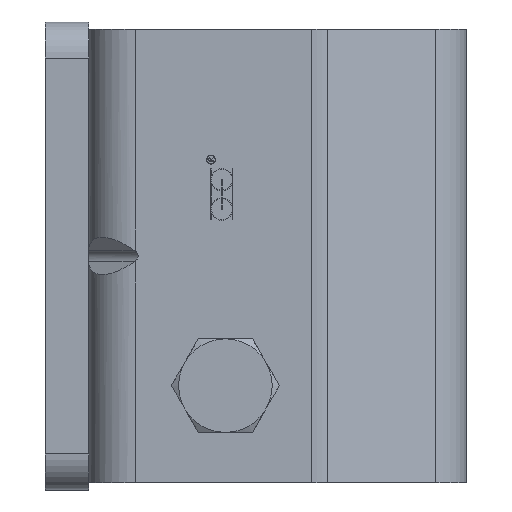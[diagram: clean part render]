
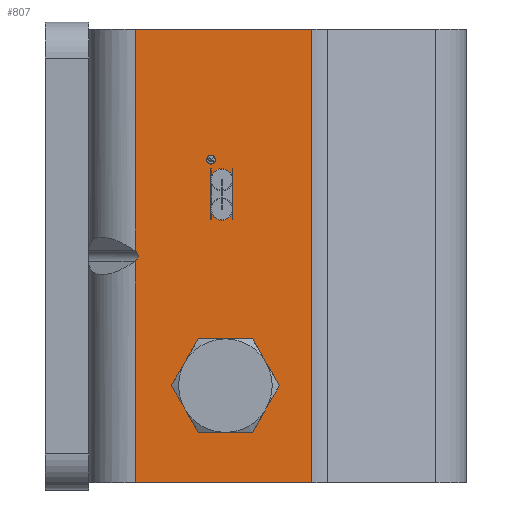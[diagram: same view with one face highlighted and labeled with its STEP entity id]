
A CAD part, left-side view. The second image highlights one B-rep face of the part: STEP entity #807.
In plain terms, the highlighted planar face has unit normal (-1, 0, 0).
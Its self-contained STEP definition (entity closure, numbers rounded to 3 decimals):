
#553=CARTESIAN_POINT('',(-29.,46.,-0.682));
#554=VERTEX_POINT('',#553);
#562=CARTESIAN_POINT('',(-29.0,46.,0.682));
#563=VERTEX_POINT('',#562);
#564=CARTESIAN_POINT('',(-29.,47.034,0.));
#565=DIRECTION('',(-1.0,0.0,0.0));
#566=DIRECTION('',(0.0,-1.0,0.0));
#567=AXIS2_PLACEMENT_3D('',#564,#565,#566);
#568=ELLIPSE('',#567,1.414,1.0);
#569=EDGE_CURVE('',#563,#554,#568,.F.);
#639=CARTESIAN_POINT('',(-29.,20.383,0.0));
#640=DIRECTION('',(-1.0,0.0,0.0));
#641=DIRECTION('',(0.0,0.0,1.0));
#642=AXIS2_PLACEMENT_3D('',#639,#640,#641);
#643=PLANE('',#642);
#644=CARTESIAN_POINT('',(-29.,46.,31.5));
#645=VERTEX_POINT('',#644);
#646=CARTESIAN_POINT('',(-29.,46.,0.682));
#647=DIRECTION('',(0.0,0.0,1.0));
#648=VECTOR('',#647,30.818);
#649=LINE('',#646,#648);
#650=EDGE_CURVE('',#563,#645,#649,.T.);
#651=ORIENTED_EDGE('',*,*,#650,.F.);
#652=ORIENTED_EDGE('',*,*,#569,.T.);
#653=CARTESIAN_POINT('',(-29.,46.,-31.5));
#654=VERTEX_POINT('',#653);
#655=CARTESIAN_POINT('',(-29.,46.,-0.682));
#656=DIRECTION('',(0.0,0.0,-1.0));
#657=VECTOR('',#656,30.818);
#658=LINE('',#655,#657);
#659=EDGE_CURVE('',#554,#654,#658,.T.);
#660=ORIENTED_EDGE('',*,*,#659,.T.);
#661=CARTESIAN_POINT('',(-29.,21.529,-31.5));
#662=VERTEX_POINT('',#661);
#663=CARTESIAN_POINT('',(-29.,46.,-31.5));
#664=DIRECTION('',(0.0,-1.0,0.0));
#665=VECTOR('',#664,24.471);
#666=LINE('',#663,#665);
#667=EDGE_CURVE('',#654,#662,#666,.T.);
#668=ORIENTED_EDGE('',*,*,#667,.T.);
#669=CARTESIAN_POINT('',(-29.,21.529,31.5));
#670=VERTEX_POINT('',#669);
#671=CARTESIAN_POINT('',(-29.,21.529,31.5));
#672=DIRECTION('',(0.0,0.0,-1.0));
#673=VECTOR('',#672,63.);
#674=LINE('',#671,#673);
#675=EDGE_CURVE('',#670,#662,#674,.T.);
#676=ORIENTED_EDGE('',*,*,#675,.F.);
#677=CARTESIAN_POINT('',(-29.,21.529,31.5));
#678=DIRECTION('',(0.0,1.0,0.0));
#679=VECTOR('',#678,24.471);
#680=LINE('',#677,#679);
#681=EDGE_CURVE('',#670,#645,#680,.T.);
#682=ORIENTED_EDGE('',*,*,#681,.T.);
#683=EDGE_LOOP('',(#651,#652,#660,#668,#676,#682));
#684=FACE_OUTER_BOUND('',#683,.T.);
#685=CARTESIAN_POINT('',(-29.,33.5,-14.677));
#686=VERTEX_POINT('',#685);
#687=CARTESIAN_POINT('',(-29.,33.5,-18.));
#688=DIRECTION('',(1.0,0.0,0.0));
#689=DIRECTION('',(0.0,0.0,-1.0));
#690=AXIS2_PLACEMENT_3D('',#687,#688,#689);
#691=CIRCLE('',#690,3.324);
#692=EDGE_CURVE('',#686,#686,#691,.T.);
#693=ORIENTED_EDGE('',*,*,#692,.T.);
#694=EDGE_LOOP('',(#693));
#695=FACE_BOUND('',#694,.T.);
#696=CARTESIAN_POINT('',(-29.,32.45,5.));
#697=VERTEX_POINT('',#696);
#698=CARTESIAN_POINT('',(-29.,32.549,5.));
#699=VERTEX_POINT('',#698);
#700=CARTESIAN_POINT('',(-29.,32.45,5.));
#701=DIRECTION('',(0.0,1.0,0.0));
#702=VECTOR('',#701,0.099);
#703=LINE('',#700,#702);
#704=EDGE_CURVE('',#697,#699,#703,.T.);
#705=ORIENTED_EDGE('',*,*,#704,.T.);
#706=CARTESIAN_POINT('',(-29.,32.549,5.955));
#707=VERTEX_POINT('',#706);
#708=CARTESIAN_POINT('',(-29.,32.549,5.));
#709=DIRECTION('',(0.0,0.0,1.0));
#710=VECTOR('',#709,0.955);
#711=LINE('',#708,#710);
#712=EDGE_CURVE('',#699,#707,#711,.T.);
#713=ORIENTED_EDGE('',*,*,#712,.T.);
#714=CARTESIAN_POINT('',(-29.,35.45,5.955));
#715=VERTEX_POINT('',#714);
#716=CARTESIAN_POINT('',(-29.,34.,6.5));
#717=DIRECTION('',(1.0,0.0,0.0));
#718=DIRECTION('',(0.0,-0.936,0.352));
#719=AXIS2_PLACEMENT_3D('',#716,#717,#718);
#720=CIRCLE('',#719,1.55);
#721=EDGE_CURVE('',#707,#715,#720,.T.);
#722=ORIENTED_EDGE('',*,*,#721,.T.);
#723=CARTESIAN_POINT('',(-29.,35.45,5.));
#724=VERTEX_POINT('',#723);
#725=CARTESIAN_POINT('',(-29.,35.45,5.955));
#726=DIRECTION('',(0.0,0.0,-1.0));
#727=VECTOR('',#726,0.955);
#728=LINE('',#725,#727);
#729=EDGE_CURVE('',#715,#724,#728,.T.);
#730=ORIENTED_EDGE('',*,*,#729,.T.);
#731=CARTESIAN_POINT('',(-29.,35.549,5.));
#732=VERTEX_POINT('',#731);
#733=CARTESIAN_POINT('',(-29.,35.45,5.));
#734=DIRECTION('',(0.0,1.0,0.0));
#735=VECTOR('',#734,0.099);
#736=LINE('',#733,#735);
#737=EDGE_CURVE('',#724,#732,#736,.T.);
#738=ORIENTED_EDGE('',*,*,#737,.T.);
#739=CARTESIAN_POINT('',(-29.,35.549,12.098));
#740=VERTEX_POINT('',#739);
#741=CARTESIAN_POINT('',(-29.,35.549,5.));
#742=DIRECTION('',(0.0,0.0,1.0));
#743=VECTOR('',#742,7.098);
#744=LINE('',#741,#743);
#745=EDGE_CURVE('',#732,#740,#744,.T.);
#746=ORIENTED_EDGE('',*,*,#745,.T.);
#747=CARTESIAN_POINT('',(-29.,35.45,12.098));
#748=VERTEX_POINT('',#747);
#749=CARTESIAN_POINT('',(-29.,35.549,12.098));
#750=DIRECTION('',(0.0,-1.0,0.0));
#751=VECTOR('',#750,0.099);
#752=LINE('',#749,#751);
#753=EDGE_CURVE('',#740,#748,#752,.T.);
#754=ORIENTED_EDGE('',*,*,#753,.T.);
#755=CARTESIAN_POINT('',(-29.,35.45,11.143));
#756=VERTEX_POINT('',#755);
#757=CARTESIAN_POINT('',(-29.,35.45,12.098));
#758=DIRECTION('',(0.0,0.0,-1.0));
#759=VECTOR('',#758,0.955);
#760=LINE('',#757,#759);
#761=EDGE_CURVE('',#748,#756,#760,.T.);
#762=ORIENTED_EDGE('',*,*,#761,.T.);
#763=CARTESIAN_POINT('',(-29.,32.549,11.143));
#764=VERTEX_POINT('',#763);
#765=CARTESIAN_POINT('',(-29.,34.,10.598));
#766=DIRECTION('',(1.0,0.0,0.0));
#767=DIRECTION('',(0.0,0.936,-0.352));
#768=AXIS2_PLACEMENT_3D('',#765,#766,#767);
#769=CIRCLE('',#768,1.55);
#770=EDGE_CURVE('',#756,#764,#769,.T.);
#771=ORIENTED_EDGE('',*,*,#770,.T.);
#772=CARTESIAN_POINT('',(-29.,32.549,12.098));
#773=VERTEX_POINT('',#772);
#774=CARTESIAN_POINT('',(-29.,32.549,11.143));
#775=DIRECTION('',(0.0,0.0,1.0));
#776=VECTOR('',#775,0.955);
#777=LINE('',#774,#776);
#778=EDGE_CURVE('',#764,#773,#777,.T.);
#779=ORIENTED_EDGE('',*,*,#778,.T.);
#780=CARTESIAN_POINT('',(-29.,32.45,12.098));
#781=VERTEX_POINT('',#780);
#782=CARTESIAN_POINT('',(-29.,32.549,12.098));
#783=DIRECTION('',(0.0,-1.0,0.0));
#784=VECTOR('',#783,0.099);
#785=LINE('',#782,#784);
#786=EDGE_CURVE('',#773,#781,#785,.T.);
#787=ORIENTED_EDGE('',*,*,#786,.T.);
#788=CARTESIAN_POINT('',(-29.,32.45,12.098));
#789=DIRECTION('',(0.0,0.0,-1.0));
#790=VECTOR('',#789,7.098);
#791=LINE('',#788,#790);
#792=EDGE_CURVE('',#781,#697,#791,.T.);
#793=ORIENTED_EDGE('',*,*,#792,.T.);
#794=EDGE_LOOP('',(#705,#713,#722,#730,#738,#746,#754,#762,#771,#779,#787,#793));
#795=FACE_BOUND('',#794,.T.);
#796=CARTESIAN_POINT('',(-29.,35.5,14.013));
#797=VERTEX_POINT('',#796);
#798=CARTESIAN_POINT('',(-29.,35.5,13.388));
#799=DIRECTION('',(1.0,0.0,0.0));
#800=DIRECTION('',(0.0,0.0,-1.0));
#801=AXIS2_PLACEMENT_3D('',#798,#799,#800);
#802=CIRCLE('',#801,0.625);
#803=EDGE_CURVE('',#797,#797,#802,.T.);
#804=ORIENTED_EDGE('',*,*,#803,.T.);
#805=EDGE_LOOP('',(#804));
#806=FACE_BOUND('',#805,.T.);
#807=ADVANCED_FACE('',(#684,#695,#795,#806),#643,.T.);
